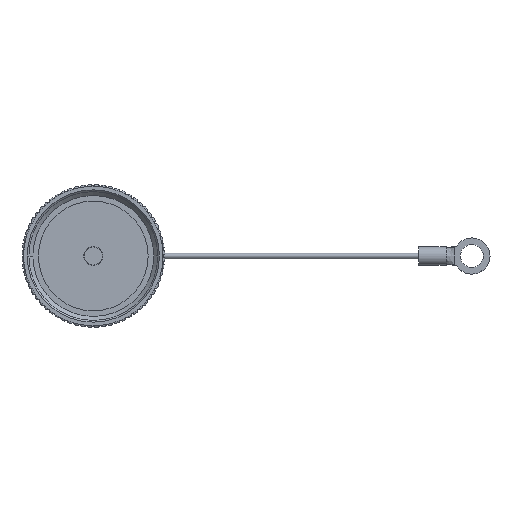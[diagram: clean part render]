
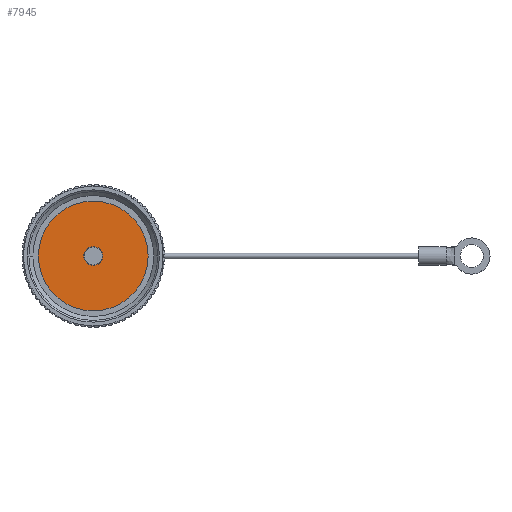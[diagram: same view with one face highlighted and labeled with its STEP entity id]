
A CAD part, front view. The second image highlights one B-rep face of the part: STEP entity #7945.
In plain terms, the highlighted planar face has unit normal (0, -1, 0).
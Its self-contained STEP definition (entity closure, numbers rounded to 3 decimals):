
#16=CARTESIAN_POINT('',(0.,10.,0.));
#17=DIRECTION('',(0.,1.,0.));
#18=DIRECTION('',(-1.,0.,0.));
#19=AXIS2_PLACEMENT_3D('',#16,#17,#18);
#21=CARTESIAN_POINT('',(0.,10.,0.));
#22=DIRECTION('',(0.,1.,0.));
#23=DIRECTION('',(1.,0.,0.));
#24=AXIS2_PLACEMENT_3D('',#21,#22,#23);
#26=CARTESIAN_POINT('',(0.,10.,0.));
#27=DIRECTION('',(0.,1.,0.));
#28=DIRECTION('',(1.,0.,0.));
#29=AXIS2_PLACEMENT_3D('',#26,#27,#28);
#31=CARTESIAN_POINT('',(0.,10.,0.));
#32=DIRECTION('',(0.,1.,0.));
#33=DIRECTION('',(-1.,0.,0.));
#34=AXIS2_PLACEMENT_3D('',#31,#32,#33);
#7740=CARTESIAN_POINT('',(1.733,10.,0.));
#7741=CARTESIAN_POINT('',(-1.733,10.,0.));
#7742=VERTEX_POINT('',#7740);
#7743=VERTEX_POINT('',#7741);
#7756=CARTESIAN_POINT('',(-10.,10.,0.));
#7757=CARTESIAN_POINT('',(10.,10.,0.));
#7758=VERTEX_POINT('',#7756);
#7759=VERTEX_POINT('',#7757);
#7928=CARTESIAN_POINT('',(0.,10.,0.));
#7929=DIRECTION('',(0.,-1.,0.));
#7930=DIRECTION('',(-1.,0.,0.));
#7931=AXIS2_PLACEMENT_3D('',#7928,#7929,#7930);
#7932=PLANE('',#7931);
#7934=ORIENTED_EDGE('',*,*,#7933,.T.);
#7936=ORIENTED_EDGE('',*,*,#7935,.T.);
#7937=EDGE_LOOP('',(#7934,#7936));
#7938=FACE_OUTER_BOUND('',#7937,.F.);
#7940=ORIENTED_EDGE('',*,*,#7939,.F.);
#7942=ORIENTED_EDGE('',*,*,#7941,.F.);
#7943=EDGE_LOOP('',(#7940,#7942));
#7944=FACE_BOUND('',#7943,.F.);
#20=CIRCLE('',#19,10.);
#25=CIRCLE('',#24,10.);
#30=CIRCLE('',#29,1.733);
#35=CIRCLE('',#34,1.733);
#7933=EDGE_CURVE('',#7758,#7759,#20,.T.);
#7935=EDGE_CURVE('',#7759,#7758,#25,.T.);
#7939=EDGE_CURVE('',#7742,#7743,#30,.T.);
#7941=EDGE_CURVE('',#7743,#7742,#35,.T.);
#7945=ADVANCED_FACE('',(#7938,#7944),#7932,.T.);
